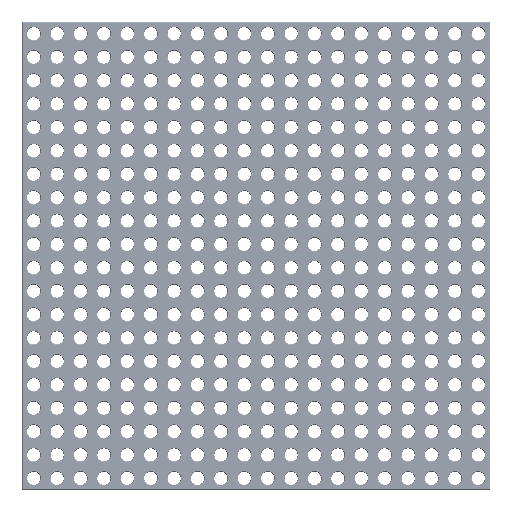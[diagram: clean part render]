
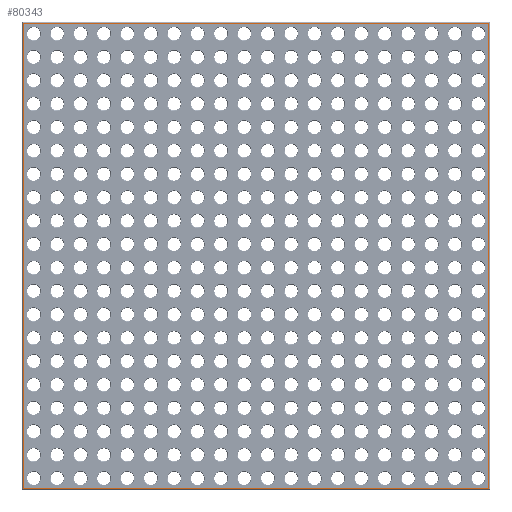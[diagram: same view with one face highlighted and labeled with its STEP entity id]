
A CAD part, top view. The second image highlights one B-rep face of the part: STEP entity #80343.
In plain terms, the highlighted planar face has unit normal (0, 0, 1).
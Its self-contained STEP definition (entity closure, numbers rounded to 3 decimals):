
#100 = PLANE('',#101);
#101 = AXIS2_PLACEMENT_3D('',#102,#103,#104);
#102 = CARTESIAN_POINT('',(-6.25,243.6,2.975));
#103 = DIRECTION('',(0.,0.707,0.707));
#104 = DIRECTION('',(-1.,0.,0.));
#13605 = PLANE('',#13606);
#13606 = AXIS2_PLACEMENT_3D('',#13607,#13608,#13609);
#13607 = CARTESIAN_POINT('',(243.6,243.75,2.975));
#13608 = DIRECTION('',(0.707,0.,0.707
    ));
#13609 = DIRECTION('',(0.,1.,0.));
#15775 = VERTEX_POINT('',#15776);
#15776 = CARTESIAN_POINT('',(-5.95,243.45,3.125));
#15790 = PLANE('',#15791);
#15791 = AXIS2_PLACEMENT_3D('',#15792,#15793,#15794);
#15792 = CARTESIAN_POINT('',(-6.1,-6.25,2.975));
#15793 = DIRECTION('',(-0.707,0.,
    0.707));
#15794 = DIRECTION('',(0.,-1.,0.));
#15804 = VERTEX_POINT('',#15805);
#15805 = CARTESIAN_POINT('',(243.45,243.45,3.125));
#15826 = EDGE_CURVE('',#15775,#15804,#15827,.T.);
#15827 = SURFACE_CURVE('',#15828,(#15832,#15839),.PCURVE_S1.);
#15828 = LINE('',#15829,#15830);
#15829 = CARTESIAN_POINT('',(-6.25,243.45,3.125));
#15830 = VECTOR('',#15831,1.);
#15831 = DIRECTION('',(1.,0.,0.));
#15832 = PCURVE('',#100,#15833);
#15833 = DEFINITIONAL_REPRESENTATION('',(#15834),#15838);
#15834 = LINE('',#15835,#15836);
#15835 = CARTESIAN_POINT('',(0.,0.212));
#15836 = VECTOR('',#15837,1.);
#15837 = DIRECTION('',(-1.,0.));
#15838 = ( GEOMETRIC_REPRESENTATION_CONTEXT(2) 
PARAMETRIC_REPRESENTATION_CONTEXT() REPRESENTATION_CONTEXT('2D SPACE',''
  ) );
#15839 = PCURVE('',#15840,#15845);
#15840 = PLANE('',#15841);
#15841 = AXIS2_PLACEMENT_3D('',#15842,#15843,#15844);
#15842 = CARTESIAN_POINT('',(118.75,118.75,3.125));
#15843 = DIRECTION('',(0.,0.,1.));
#15844 = DIRECTION('',(1.,0.,0.));
#15845 = DEFINITIONAL_REPRESENTATION('',(#15846),#15850);
#15846 = LINE('',#15847,#15848);
#15847 = CARTESIAN_POINT('',(-125.,124.7));
#15848 = VECTOR('',#15849,1.);
#15849 = DIRECTION('',(1.,0.));
#15850 = ( GEOMETRIC_REPRESENTATION_CONTEXT(2) 
PARAMETRIC_REPRESENTATION_CONTEXT() REPRESENTATION_CONTEXT('2D SPACE',''
  ) );
#78392 = PLANE('',#78393);
#78393 = AXIS2_PLACEMENT_3D('',#78394,#78395,#78396);
#78394 = CARTESIAN_POINT('',(243.75,-6.1,2.975));
#78395 = DIRECTION('',(0.,-0.707,
    0.707));
#78396 = DIRECTION('',(-1.,0.,0.));
#80252 = VERTEX_POINT('',#80253);
#80253 = CARTESIAN_POINT('',(243.45,-5.95,3.125));
#80274 = EDGE_CURVE('',#15804,#80252,#80275,.T.);
#80275 = SURFACE_CURVE('',#80276,(#80280,#80287),.PCURVE_S1.);
#80276 = LINE('',#80277,#80278);
#80277 = CARTESIAN_POINT('',(243.45,243.75,3.125));
#80278 = VECTOR('',#80279,1.);
#80279 = DIRECTION('',(0.,-1.,0.));
#80280 = PCURVE('',#13605,#80281);
#80281 = DEFINITIONAL_REPRESENTATION('',(#80282),#80286);
#80282 = LINE('',#80283,#80284);
#80283 = CARTESIAN_POINT('',(0.,0.212));
#80284 = VECTOR('',#80285,1.);
#80285 = DIRECTION('',(-1.,0.));
#80286 = ( GEOMETRIC_REPRESENTATION_CONTEXT(2) 
PARAMETRIC_REPRESENTATION_CONTEXT() REPRESENTATION_CONTEXT('2D SPACE',''
  ) );
#80287 = PCURVE('',#15840,#80288);
#80288 = DEFINITIONAL_REPRESENTATION('',(#80289),#80293);
#80289 = LINE('',#80290,#80291);
#80290 = CARTESIAN_POINT('',(124.7,125.));
#80291 = VECTOR('',#80292,1.);
#80292 = DIRECTION('',(0.,-1.));
#80293 = ( GEOMETRIC_REPRESENTATION_CONTEXT(2) 
PARAMETRIC_REPRESENTATION_CONTEXT() REPRESENTATION_CONTEXT('2D SPACE',''
  ) );
#80299 = VERTEX_POINT('',#80300);
#80300 = CARTESIAN_POINT('',(-5.95,-5.95,3.125));
#80323 = EDGE_CURVE('',#80299,#15775,#80324,.T.);
#80324 = SURFACE_CURVE('',#80325,(#80329,#80336),.PCURVE_S1.);
#80325 = LINE('',#80326,#80327);
#80326 = CARTESIAN_POINT('',(-5.95,-6.25,3.125));
#80327 = VECTOR('',#80328,1.);
#80328 = DIRECTION('',(0.,1.,0.));
#80329 = PCURVE('',#15790,#80330);
#80330 = DEFINITIONAL_REPRESENTATION('',(#80331),#80335);
#80331 = LINE('',#80332,#80333);
#80332 = CARTESIAN_POINT('',(0.,0.212));
#80333 = VECTOR('',#80334,1.);
#80334 = DIRECTION('',(-1.,0.));
#80335 = ( GEOMETRIC_REPRESENTATION_CONTEXT(2) 
PARAMETRIC_REPRESENTATION_CONTEXT() REPRESENTATION_CONTEXT('2D SPACE',''
  ) );
#80336 = PCURVE('',#15840,#80337);
#80337 = DEFINITIONAL_REPRESENTATION('',(#80338),#80342);
#80338 = LINE('',#80339,#80340);
#80339 = CARTESIAN_POINT('',(-124.7,-125.));
#80340 = VECTOR('',#80341,1.);
#80341 = DIRECTION('',(0.,1.));
#80342 = ( GEOMETRIC_REPRESENTATION_CONTEXT(2) 
PARAMETRIC_REPRESENTATION_CONTEXT() REPRESENTATION_CONTEXT('2D SPACE',''
  ) );
#80343 = ADVANCED_FACE('',(#80344,#80370),#15840,.T.);
#80344 = FACE_BOUND('',#80345,.T.);
#80345 = EDGE_LOOP('',(#80346,#80367,#80368,#80369));
#80346 = ORIENTED_EDGE('',*,*,#80347,.F.);
#80347 = EDGE_CURVE('',#80252,#80299,#80348,.T.);
#80348 = SURFACE_CURVE('',#80349,(#80353,#80360),.PCURVE_S1.);
#80349 = LINE('',#80350,#80351);
#80350 = CARTESIAN_POINT('',(243.75,-5.95,3.125));
#80351 = VECTOR('',#80352,1.);
#80352 = DIRECTION('',(-1.,0.,0.));
#80353 = PCURVE('',#15840,#80354);
#80354 = DEFINITIONAL_REPRESENTATION('',(#80355),#80359);
#80355 = LINE('',#80356,#80357);
#80356 = CARTESIAN_POINT('',(125.,-124.7));
#80357 = VECTOR('',#80358,1.);
#80358 = DIRECTION('',(-1.,0.));
#80359 = ( GEOMETRIC_REPRESENTATION_CONTEXT(2) 
PARAMETRIC_REPRESENTATION_CONTEXT() REPRESENTATION_CONTEXT('2D SPACE',''
  ) );
#80360 = PCURVE('',#78392,#80361);
#80361 = DEFINITIONAL_REPRESENTATION('',(#80362),#80366);
#80362 = LINE('',#80363,#80364);
#80363 = CARTESIAN_POINT('',(0.,-0.212));
#80364 = VECTOR('',#80365,1.);
#80365 = DIRECTION('',(1.,0.));
#80366 = ( GEOMETRIC_REPRESENTATION_CONTEXT(2) 
PARAMETRIC_REPRESENTATION_CONTEXT() REPRESENTATION_CONTEXT('2D SPACE',''
  ) );
#80367 = ORIENTED_EDGE('',*,*,#80274,.F.);
#80368 = ORIENTED_EDGE('',*,*,#15826,.F.);
#80369 = ORIENTED_EDGE('',*,*,#80323,.F.);
#80370 = FACE_BOUND('',#80371,.T.);
#80371 = EDGE_LOOP('',(#80372,#80402,#80430,#80458));
#80372 = ORIENTED_EDGE('',*,*,#80373,.T.);
#80373 = EDGE_CURVE('',#80374,#80376,#80378,.T.);
#80374 = VERTEX_POINT('',#80375);
#80375 = CARTESIAN_POINT('',(-5.15,-5.15,3.125));
#80376 = VERTEX_POINT('',#80377);
#80377 = CARTESIAN_POINT('',(-5.15,242.65,3.125));
#80378 = SURFACE_CURVE('',#80379,(#80383,#80390),.PCURVE_S1.);
#80379 = LINE('',#80380,#80381);
#80380 = CARTESIAN_POINT('',(-5.15,-5.15,3.125));
#80381 = VECTOR('',#80382,1.);
#80382 = DIRECTION('',(0.,1.,0.));
#80383 = PCURVE('',#15840,#80384);
#80384 = DEFINITIONAL_REPRESENTATION('',(#80385),#80389);
#80385 = LINE('',#80386,#80387);
#80386 = CARTESIAN_POINT('',(-123.9,-123.9));
#80387 = VECTOR('',#80388,1.);
#80388 = DIRECTION('',(0.,1.));
#80389 = ( GEOMETRIC_REPRESENTATION_CONTEXT(2) 
PARAMETRIC_REPRESENTATION_CONTEXT() REPRESENTATION_CONTEXT('2D SPACE',''
  ) );
#80390 = PCURVE('',#80391,#80396);
#80391 = PLANE('',#80392);
#80392 = AXIS2_PLACEMENT_3D('',#80393,#80394,#80395);
#80393 = CARTESIAN_POINT('',(-5.15,-5.15,3.125));
#80394 = DIRECTION('',(1.,0.,0.));
#80395 = DIRECTION('',(0.,1.,0.));
#80396 = DEFINITIONAL_REPRESENTATION('',(#80397),#80401);
#80397 = LINE('',#80398,#80399);
#80398 = CARTESIAN_POINT('',(0.,0.));
#80399 = VECTOR('',#80400,1.);
#80400 = DIRECTION('',(1.,0.));
#80401 = ( GEOMETRIC_REPRESENTATION_CONTEXT(2) 
PARAMETRIC_REPRESENTATION_CONTEXT() REPRESENTATION_CONTEXT('2D SPACE',''
  ) );
#80402 = ORIENTED_EDGE('',*,*,#80403,.T.);
#80403 = EDGE_CURVE('',#80376,#80404,#80406,.T.);
#80404 = VERTEX_POINT('',#80405);
#80405 = CARTESIAN_POINT('',(242.65,242.65,3.125));
#80406 = SURFACE_CURVE('',#80407,(#80411,#80418),.PCURVE_S1.);
#80407 = LINE('',#80408,#80409);
#80408 = CARTESIAN_POINT('',(-5.15,242.65,3.125));
#80409 = VECTOR('',#80410,1.);
#80410 = DIRECTION('',(1.,0.,0.));
#80411 = PCURVE('',#15840,#80412);
#80412 = DEFINITIONAL_REPRESENTATION('',(#80413),#80417);
#80413 = LINE('',#80414,#80415);
#80414 = CARTESIAN_POINT('',(-123.9,123.9));
#80415 = VECTOR('',#80416,1.);
#80416 = DIRECTION('',(1.,0.));
#80417 = ( GEOMETRIC_REPRESENTATION_CONTEXT(2) 
PARAMETRIC_REPRESENTATION_CONTEXT() REPRESENTATION_CONTEXT('2D SPACE',''
  ) );
#80418 = PCURVE('',#80419,#80424);
#80419 = PLANE('',#80420);
#80420 = AXIS2_PLACEMENT_3D('',#80421,#80422,#80423);
#80421 = CARTESIAN_POINT('',(-5.15,242.65,3.125));
#80422 = DIRECTION('',(0.,-1.,0.));
#80423 = DIRECTION('',(1.,0.,0.));
#80424 = DEFINITIONAL_REPRESENTATION('',(#80425),#80429);
#80425 = LINE('',#80426,#80427);
#80426 = CARTESIAN_POINT('',(0.,0.));
#80427 = VECTOR('',#80428,1.);
#80428 = DIRECTION('',(1.,0.));
#80429 = ( GEOMETRIC_REPRESENTATION_CONTEXT(2) 
PARAMETRIC_REPRESENTATION_CONTEXT() REPRESENTATION_CONTEXT('2D SPACE',''
  ) );
#80430 = ORIENTED_EDGE('',*,*,#80431,.T.);
#80431 = EDGE_CURVE('',#80404,#80432,#80434,.T.);
#80432 = VERTEX_POINT('',#80433);
#80433 = CARTESIAN_POINT('',(242.65,-5.15,3.125));
#80434 = SURFACE_CURVE('',#80435,(#80439,#80446),.PCURVE_S1.);
#80435 = LINE('',#80436,#80437);
#80436 = CARTESIAN_POINT('',(242.65,242.65,3.125));
#80437 = VECTOR('',#80438,1.);
#80438 = DIRECTION('',(0.,-1.,0.));
#80439 = PCURVE('',#15840,#80440);
#80440 = DEFINITIONAL_REPRESENTATION('',(#80441),#80445);
#80441 = LINE('',#80442,#80443);
#80442 = CARTESIAN_POINT('',(123.9,123.9));
#80443 = VECTOR('',#80444,1.);
#80444 = DIRECTION('',(0.,-1.));
#80445 = ( GEOMETRIC_REPRESENTATION_CONTEXT(2) 
PARAMETRIC_REPRESENTATION_CONTEXT() REPRESENTATION_CONTEXT('2D SPACE',''
  ) );
#80446 = PCURVE('',#80447,#80452);
#80447 = PLANE('',#80448);
#80448 = AXIS2_PLACEMENT_3D('',#80449,#80450,#80451);
#80449 = CARTESIAN_POINT('',(242.65,242.65,3.125));
#80450 = DIRECTION('',(-1.,0.,0.));
#80451 = DIRECTION('',(0.,-1.,0.));
#80452 = DEFINITIONAL_REPRESENTATION('',(#80453),#80457);
#80453 = LINE('',#80454,#80455);
#80454 = CARTESIAN_POINT('',(0.,0.));
#80455 = VECTOR('',#80456,1.);
#80456 = DIRECTION('',(1.,0.));
#80457 = ( GEOMETRIC_REPRESENTATION_CONTEXT(2) 
PARAMETRIC_REPRESENTATION_CONTEXT() REPRESENTATION_CONTEXT('2D SPACE',''
  ) );
#80458 = ORIENTED_EDGE('',*,*,#80459,.T.);
#80459 = EDGE_CURVE('',#80432,#80374,#80460,.T.);
#80460 = SURFACE_CURVE('',#80461,(#80465,#80472),.PCURVE_S1.);
#80461 = LINE('',#80462,#80463);
#80462 = CARTESIAN_POINT('',(242.65,-5.15,3.125));
#80463 = VECTOR('',#80464,1.);
#80464 = DIRECTION('',(-1.,0.,0.));
#80465 = PCURVE('',#15840,#80466);
#80466 = DEFINITIONAL_REPRESENTATION('',(#80467),#80471);
#80467 = LINE('',#80468,#80469);
#80468 = CARTESIAN_POINT('',(123.9,-123.9));
#80469 = VECTOR('',#80470,1.);
#80470 = DIRECTION('',(-1.,0.));
#80471 = ( GEOMETRIC_REPRESENTATION_CONTEXT(2) 
PARAMETRIC_REPRESENTATION_CONTEXT() REPRESENTATION_CONTEXT('2D SPACE',''
  ) );
#80472 = PCURVE('',#80473,#80478);
#80473 = PLANE('',#80474);
#80474 = AXIS2_PLACEMENT_3D('',#80475,#80476,#80477);
#80475 = CARTESIAN_POINT('',(242.65,-5.15,3.125));
#80476 = DIRECTION('',(0.,1.,0.));
#80477 = DIRECTION('',(-1.,0.,0.));
#80478 = DEFINITIONAL_REPRESENTATION('',(#80479),#80483);
#80479 = LINE('',#80480,#80481);
#80480 = CARTESIAN_POINT('',(0.,0.));
#80481 = VECTOR('',#80482,1.);
#80482 = DIRECTION('',(1.,0.));
#80483 = ( GEOMETRIC_REPRESENTATION_CONTEXT(2) 
PARAMETRIC_REPRESENTATION_CONTEXT() REPRESENTATION_CONTEXT('2D SPACE',''
  ) );
